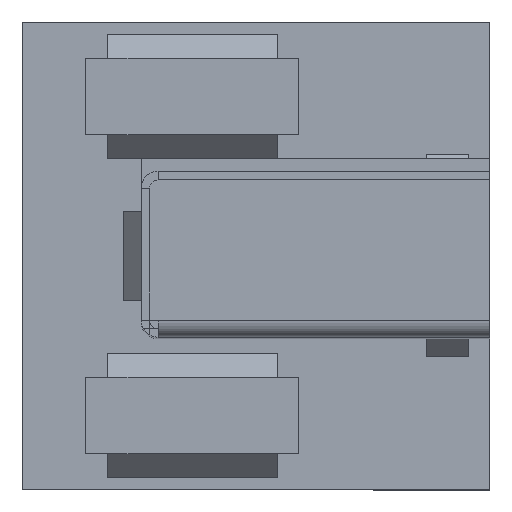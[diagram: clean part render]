
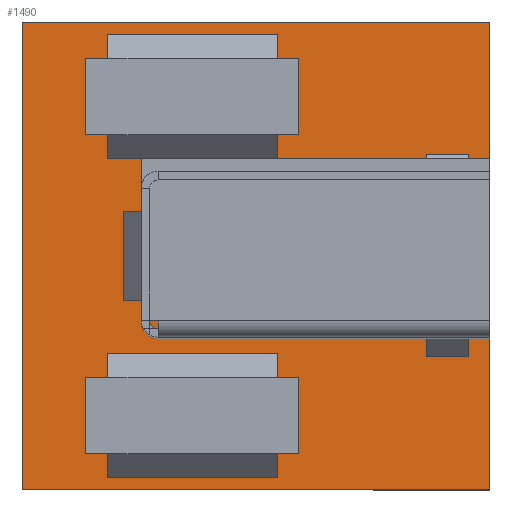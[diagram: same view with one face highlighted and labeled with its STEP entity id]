
A CAD part, top view. The second image highlights one B-rep face of the part: STEP entity #1490.
In plain terms, the highlighted planar face has unit normal (0, 0, 1).
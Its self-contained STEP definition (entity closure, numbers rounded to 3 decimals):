
#167=PLANE('',#1735);
#263=FACE_OUTER_BOUND('',#363,.T.);
#363=EDGE_LOOP('',(#1348,#1349,#1350,#1351));
#513=LINE('',#2596,#672);
#516=LINE('',#2602,#675);
#519=LINE('',#2608,#678);
#522=LINE('',#2612,#681);
#672=VECTOR('',#2108,10.);
#675=VECTOR('',#2113,10.);
#678=VECTOR('',#2118,10.);
#681=VECTOR('',#2123,10.);
#816=VERTEX_POINT('',#2593);
#817=VERTEX_POINT('',#2595);
#819=VERTEX_POINT('',#2601);
#821=VERTEX_POINT('',#2607);
#991=EDGE_CURVE('',#817,#816,#513,.T.);
#994=EDGE_CURVE('',#819,#817,#516,.T.);
#997=EDGE_CURVE('',#821,#819,#519,.T.);
#1000=EDGE_CURVE('',#816,#821,#522,.T.);
#1348=ORIENTED_EDGE('',*,*,#1000,.T.);
#1349=ORIENTED_EDGE('',*,*,#997,.T.);
#1350=ORIENTED_EDGE('',*,*,#994,.T.);
#1351=ORIENTED_EDGE('',*,*,#991,.T.);
#1490=ADVANCED_FACE('',(#263),#167,.T.);
#1735=AXIS2_PLACEMENT_3D('',#2614,#2126,#2127);
#2108=DIRECTION('',(0.,1.,0.));
#2113=DIRECTION('',(1.,0.,0.));
#2118=DIRECTION('',(0.,-1.,0.));
#2123=DIRECTION('',(-1.,0.,0.));
#2126=DIRECTION('center_axis',(0.,0.,1.));
#2127=DIRECTION('ref_axis',(1.,0.,0.));
#2593=CARTESIAN_POINT('',(55.,55.,20.));
#2595=CARTESIAN_POINT('',(55.,-55.,20.));
#2596=CARTESIAN_POINT('',(55.,55.,20.));
#2601=CARTESIAN_POINT('',(-55.,-55.,20.));
#2602=CARTESIAN_POINT('',(55.,-55.,20.));
#2607=CARTESIAN_POINT('',(-55.,55.,20.));
#2608=CARTESIAN_POINT('',(-55.,-55.,20.));
#2612=CARTESIAN_POINT('',(-55.,55.,20.));
#2614=CARTESIAN_POINT('Origin',(0.,0.,20.));
